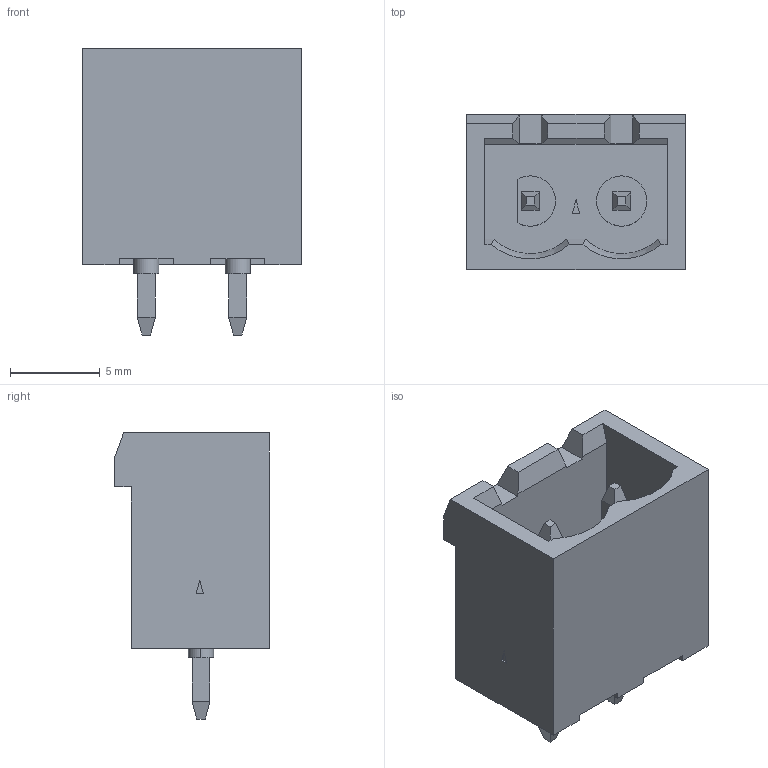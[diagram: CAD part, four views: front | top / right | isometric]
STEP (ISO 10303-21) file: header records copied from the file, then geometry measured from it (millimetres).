
FILE_DESCRIPTION((''),'2;1');
FILE_NAME('PHOENIX_1755736.stp','2010-12-07T14:11:04',(''),(''),'Mechanical Desktop 2011','Mechanical Desktop 2011',', , ');
FILE_SCHEMA(('AUTOMOTIVE_DESIGN { 1 2 10303 214 1 1 1 1 }'));
Length unit declared in the file: millimetre
Products named in the file (1): Product
Bounding box: 12.16 x 8.6 x 15.9 mm (x, y, z)
Volume: 678.7 mm3; surface area: 1100.7 mm2
Topology: 10 solids, 10 shells, 158 faces, 369 edges, 240 vertices
Faces by surface type: plane 100, cylinder 28, bspline 26, cone 2, sphere 2
Entity records: 4532 total; most frequent: CARTESIAN_POINT 894, ORIENTED_EDGE 738, DIRECTION 691, EDGE_CURVE 369, VECTOR 305, LINE 305, VERTEX_POINT 240, AXIS2_PLACEMENT_3D 193
